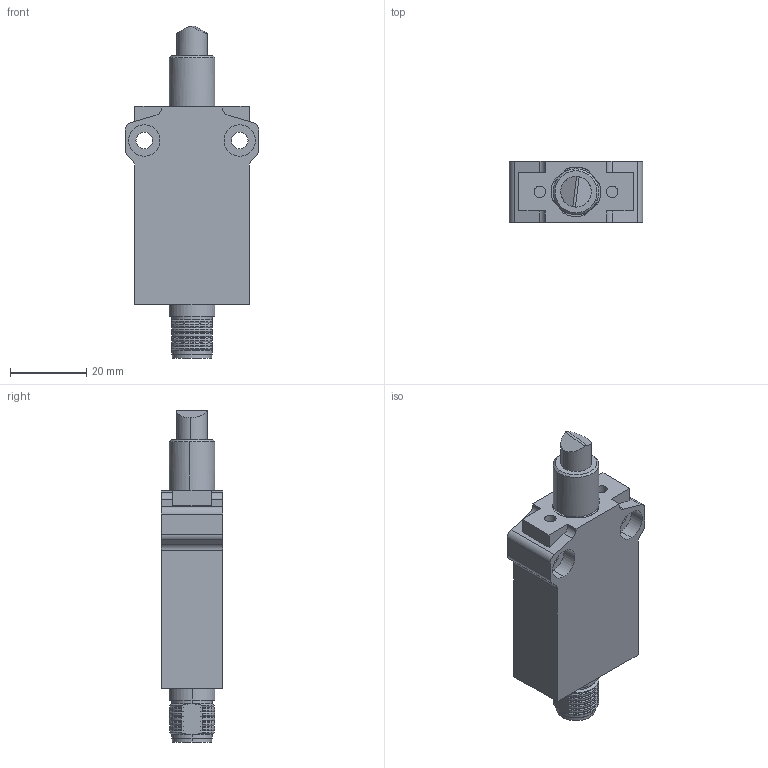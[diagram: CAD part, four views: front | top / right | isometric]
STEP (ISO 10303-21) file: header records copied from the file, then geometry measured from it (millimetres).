
FILE_DESCRIPTION (( 'STEP AP214' ), '1' );
FILE_NAME ('AEM2G1801Z11M.step', '2017-12-19T21:24:32', ( '' ), ( '' ), 'SwSTEP 2.0', 'SolidWorks 2017', '' );
FILE_SCHEMA (( 'AUTOMOTIVE_DESIGN' ));
Length unit declared in the file: inch
Products named in the file (1): AEM2G1801Z11M
Bounding box: 35 x 16 x 87 mm (x, y, z)
Volume: 27304.4 mm3; surface area: 9220.4 mm2
Topology: 3 solids, 3 shells, 152 faces, 391 edges, 256 vertices
Faces by surface type: cylinder 65, plane 52, cone 35
Entity records: 6769 total; most frequent: CARTESIAN_POINT 1014, ORIENTED_EDGE 782, DIRECTION 777, EDGE_CURVE 391, AXIS2_PLACEMENT_3D 303, VERTEX_POINT 256, LINE 171, VECTOR 171
